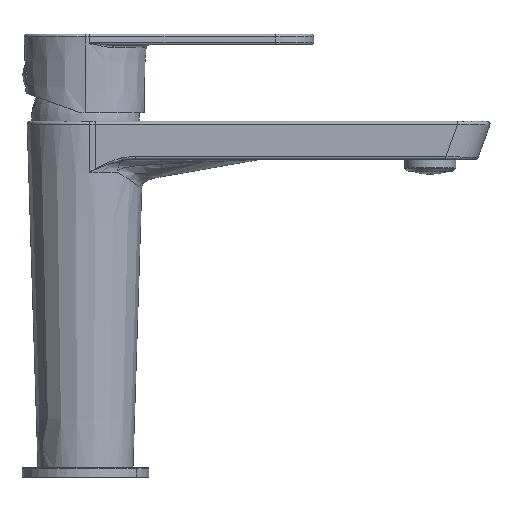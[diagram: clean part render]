
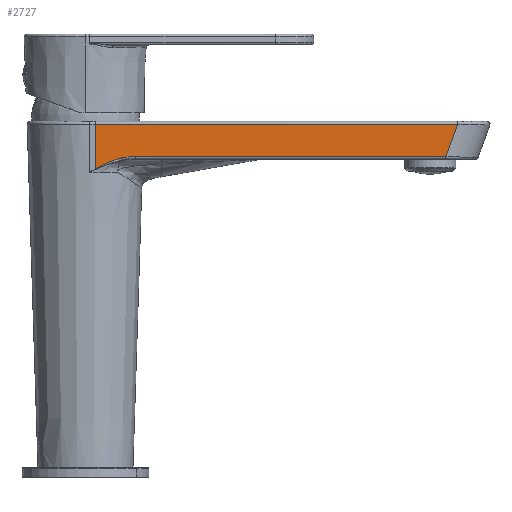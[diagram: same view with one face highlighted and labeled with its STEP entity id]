
A CAD part, front view. The second image highlights one B-rep face of the part: STEP entity #2727.
In plain terms, the highlighted planar face has unit normal (0.051, -0.998, -0.031).
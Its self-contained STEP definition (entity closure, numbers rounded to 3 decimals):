
#304 = CARTESIAN_POINT ( 'NONE',  ( 18.595, -20.235, 116.969 ) ) ;
#335 = CARTESIAN_POINT ( 'NONE',  ( 5.49, -20.787, 113.441 ) ) ;
#378 = CARTESIAN_POINT ( 'NONE',  ( 8.509, -20.679, 114.871 ) ) ;
#442 = CARTESIAN_POINT ( 'NONE',  ( 16.851, -20.322, 116.923 ) ) ;
#469 = EDGE_CURVE ( 'NONE', #2604, #9042, #1054, .T. ) ;
#494 = DIRECTION ( 'NONE',  ( 0.999, 0.051, 0. ) ) ;
#701 = LINE ( 'NONE', #8255, #8065 ) ;
#901 = ORIENTED_EDGE ( 'NONE', *, *, #9449, .T. ) ;
#912 = DIRECTION ( 'NONE',  ( -0.999, -0.051, 0. ) ) ;
#942 = CARTESIAN_POINT ( 'NONE',  ( 9.403, -20.645, 115.222 ) ) ;
#1042 = CARTESIAN_POINT ( 'NONE',  ( 9.444, -20.643, 115.238 ) ) ;
#1054 = B_SPLINE_CURVE_WITH_KNOTS ( 'NONE', 3,
 ( #304, #12950, #14203, #442, #14155, #9445, #8432, #10544, #4896, #2578, #8381, #11692, #10594, #3744, #4980, #11883, #1403, #11738, #1580, #2533, #4849, #6092 ),
 .UNSPECIFIED., .F., .F.,
 ( 4, 2, 2, 2, 2, 1, 1, 1, 1, 2, 2, 2, 4 ),
 ( 0., 0.25, 0.375, 0.437, 0.469, 0.484, 0.492, 0.496, 0.498, 0.499, 0.5, 0.75, 1. ),
 .UNSPECIFIED. ) ;
#1079 = VERTEX_POINT ( 'NONE', #8297 ) ;
#1150 = CARTESIAN_POINT ( 'NONE',  ( 9.487, -20.642, 115.255 ) ) ;
#1374 = CARTESIAN_POINT ( 'NONE',  ( 137.597, -14.595, 128.969 ) ) ;
#1403 = CARTESIAN_POINT ( 'NONE',  ( 15.33, -20.395, 116.797 ) ) ;
#1470 = CARTESIAN_POINT ( 'NONE',  ( 149.979, -13.591, 116.969 ) ) ;
#1521 = CARTESIAN_POINT ( 'NONE',  ( 6.793, -20.741, 114.083 ) ) ;
#1580 = CARTESIAN_POINT ( 'NONE',  ( 14.7, -20.424, 116.72 ) ) ;
#1828 = LINE ( 'NONE', #1470, #14205 ) ;
#2073 = B_SPLINE_CURVE_WITH_KNOTS ( 'NONE', 3,
 ( #10083, #12507, #7887, #10243, #3386, #14756, #12601, #11386, #6842, #5547, #1150, #1042, #4550, #11442, #14861, #4592, #942, #378, #3875, #4642, #7226, #9201, #12983, #1521, #13027, #6120, #8368, #2611, #4923, #5014, #5791, #4694, #6164, #14049, #335, #3828, #6893, #3533 ),
 .UNSPECIFIED., .F., .F.,
 ( 4, 2, 2, 2, 1, 1, 1, 1, 1, 1, 2, 2, 2, 2, 2, 1, 1, 1, 1, 1, 1, 2, 2, 2, 4 ),
 ( 0., 0.25, 0.375, 0.438, 0.469, 0.484, 0.492, 0.496, 0.498, 0.499, 0.5, 0.5, 0.625, 0.688, 0.719, 0.734, 0.742, 0.746, 0.748, 0.749, 0.75, 0.75, 0.75, 0.875, 1. ),
 .UNSPECIFIED. ) ;
#2252 = CARTESIAN_POINT ( 'NONE',  ( 3.657, -21.134, 121.516 ) ) ;
#2533 = CARTESIAN_POINT ( 'NONE',  ( 14.072, -20.453, 116.62 ) ) ;
#2554 = CARTESIAN_POINT ( 'NONE',  ( 13.446, -20.48, 116.49 ) ) ;
#2571 = VERTEX_POINT ( 'NONE', #1374 ) ;
#2578 = CARTESIAN_POINT ( 'NONE',  ( 15.531, -20.385, 116.818 ) ) ;
#2604 = VERTEX_POINT ( 'NONE', #12732 ) ;
#2611 = CARTESIAN_POINT ( 'NONE',  ( 6.765, -20.742, 114.07 ) ) ;
#2727 = ADVANCED_FACE ( 'NONE', ( #9757 ), #14621, .F. ) ;
#3006 = EDGE_LOOP ( 'NONE', ( #4043, #7487, #6980, #8785, #12806, #901 ) ) ;
#3201 = CARTESIAN_POINT ( 'NONE',  ( 150., -14., 130. ) ) ;
#3386 = CARTESIAN_POINT ( 'NONE',  ( 10.927, -20.585, 115.782 ) ) ;
#3533 = CARTESIAN_POINT ( 'NONE',  ( 3.639, -20.849, 112.433 ) ) ;
#3680 = EDGE_CURVE ( 'NONE', #9042, #5702, #2073, .T. ) ;
#3744 = CARTESIAN_POINT ( 'NONE',  ( 15.347, -20.394, 116.799 ) ) ;
#3828 = CARTESIAN_POINT ( 'NONE',  ( 4.45, -20.822, 112.891 ) ) ;
#3875 = CARTESIAN_POINT ( 'NONE',  ( 7.855, -20.703, 114.575 ) ) ;
#4043 = ORIENTED_EDGE ( 'NONE', *, *, #3680, .F. ) ;
#4504 = VECTOR ( 'NONE', #494, 1000. ) ;
#4550 = CARTESIAN_POINT ( 'NONE',  ( 9.422, -20.644, 115.23 ) ) ;
#4592 = CARTESIAN_POINT ( 'NONE',  ( 9.403, -20.645, 115.222 ) ) ;
#4642 = CARTESIAN_POINT ( 'NONE',  ( 7.202, -20.726, 114.276 ) ) ;
#4694 = CARTESIAN_POINT ( 'NONE',  ( 6.765, -20.742, 114.07 ) ) ;
#4849 = CARTESIAN_POINT ( 'NONE',  ( 13.758, -20.467, 116.56 ) ) ;
#4896 = CARTESIAN_POINT ( 'NONE',  ( 15.65, -20.38, 116.831 ) ) ;
#4923 = CARTESIAN_POINT ( 'NONE',  ( 6.765, -20.742, 114.07 ) ) ;
#4980 = CARTESIAN_POINT ( 'NONE',  ( 15.339, -20.394, 116.798 ) ) ;
#5009 = AXIS2_PLACEMENT_3D ( 'NONE', #3201, #7746, #912 ) ;
#5014 = CARTESIAN_POINT ( 'NONE',  ( 6.765, -20.742, 114.07 ) ) ;
#5234 = CARTESIAN_POINT ( 'NONE',  ( 3.671, -21.367, 128.968 ) ) ;
#5547 = CARTESIAN_POINT ( 'NONE',  ( 9.575, -20.638, 115.289 ) ) ;
#5702 = VERTEX_POINT ( 'NONE', #9266 ) ;
#5791 = CARTESIAN_POINT ( 'NONE',  ( 6.765, -20.742, 114.07 ) ) ;
#6092 = CARTESIAN_POINT ( 'NONE',  ( 13.446, -20.48, 116.49 ) ) ;
#6120 = CARTESIAN_POINT ( 'NONE',  ( 6.768, -20.742, 114.071 ) ) ;
#6164 = CARTESIAN_POINT ( 'NONE',  ( 6.766, -20.742, 114.07 ) ) ;
#6842 = CARTESIAN_POINT ( 'NONE',  ( 9.747, -20.632, 115.356 ) ) ;
#6887 = CARTESIAN_POINT ( 'NONE',  ( 3.671, -21.367, 128.968 ) ) ;
#6893 = CARTESIAN_POINT ( 'NONE',  ( 4.007, -20.837, 112.647 ) ) ;
#6980 = ORIENTED_EDGE ( 'NONE', *, *, #9166, .F. ) ;
#7226 = CARTESIAN_POINT ( 'NONE',  ( 7.039, -20.732, 114.2 ) ) ;
#7425 = DIRECTION ( 'NONE',  ( -0.342, 0.012, -0.94 ) ) ;
#7487 = ORIENTED_EDGE ( 'NONE', *, *, #469, .F. ) ;
#7627 = VERTEX_POINT ( 'NONE', #6887 ) ;
#7746 = DIRECTION ( 'NONE',  ( -0.05, 0.998, 0.031 ) ) ;
#7887 = CARTESIAN_POINT ( 'NONE',  ( 12.296, -20.53, 116.21 ) ) ;
#8065 = VECTOR ( 'NONE', #7425, 1000. ) ;
#8255 = CARTESIAN_POINT ( 'NONE',  ( 137.597, -14.595, 128.969 ) ) ;
#8297 = CARTESIAN_POINT ( 'NONE',  ( 133.23, -14.438, 116.969 ) ) ;
#8368 = CARTESIAN_POINT ( 'NONE',  ( 6.766, -20.742, 114.07 ) ) ;
#8381 = CARTESIAN_POINT ( 'NONE',  ( 15.471, -20.388, 116.812 ) ) ;
#8432 = CARTESIAN_POINT ( 'NONE',  ( 15.963, -20.365, 116.86 ) ) ;
#8785 = ORIENTED_EDGE ( 'NONE', *, *, #14365, .F. ) ;
#8975 = DIRECTION ( 'NONE',  ( -0.002, 0.031, -1. ) ) ;
#9042 = VERTEX_POINT ( 'NONE', #2554 ) ;
#9166 = EDGE_CURVE ( 'NONE', #1079, #2604, #1828, .T. ) ;
#9201 = CARTESIAN_POINT ( 'NONE',  ( 6.876, -20.738, 114.122 ) ) ;
#9266 = CARTESIAN_POINT ( 'NONE',  ( 3.639, -20.849, 112.433 ) ) ;
#9445 = CARTESIAN_POINT ( 'NONE',  ( 16.116, -20.357, 116.873 ) ) ;
#9449 = EDGE_CURVE ( 'NONE', #7627, #5702, #11112, .T. ) ;
#9466 = DIRECTION ( 'NONE',  ( -0.999, -0.051, 0. ) ) ;
#9757 = FACE_OUTER_BOUND ( 'NONE', #3006, .T. ) ;
#10083 = CARTESIAN_POINT ( 'NONE',  ( 13.446, -20.48, 116.49 ) ) ;
#10243 = CARTESIAN_POINT ( 'NONE',  ( 11.282, -20.571, 115.898 ) ) ;
#10544 = CARTESIAN_POINT ( 'NONE',  ( 15.729, -20.376, 116.838 ) ) ;
#10594 = CARTESIAN_POINT ( 'NONE',  ( 15.364, -20.393, 116.801 ) ) ;
#10934 = VECTOR ( 'NONE', #8975, 1000. ) ;
#11112 = LINE ( 'NONE', #2252, #10934 ) ;
#11386 = CARTESIAN_POINT ( 'NONE',  ( 9.893, -20.626, 115.411 ) ) ;
#11442 = CARTESIAN_POINT ( 'NONE',  ( 9.411, -20.645, 115.225 ) ) ;
#11692 = CARTESIAN_POINT ( 'NONE',  ( 15.4, -20.391, 116.804 ) ) ;
#11738 = CARTESIAN_POINT ( 'NONE',  ( 15.014, -20.41, 116.761 ) ) ;
#11883 = CARTESIAN_POINT ( 'NONE',  ( 15.334, -20.395, 116.797 ) ) ;
#12507 = CARTESIAN_POINT ( 'NONE',  ( 12.907, -20.504, 116.368 ) ) ;
#12601 = CARTESIAN_POINT ( 'NONE',  ( 10.183, -20.615, 115.519 ) ) ;
#12732 = CARTESIAN_POINT ( 'NONE',  ( 18.595, -20.235, 116.969 ) ) ;
#12806 = ORIENTED_EDGE ( 'NONE', *, *, #13912, .F. ) ;
#12950 = CARTESIAN_POINT ( 'NONE',  ( 18.158, -20.257, 116.969 ) ) ;
#12983 = CARTESIAN_POINT ( 'NONE',  ( 6.835, -20.74, 114.103 ) ) ;
#13027 = CARTESIAN_POINT ( 'NONE',  ( 6.778, -20.742, 114.076 ) ) ;
#13912 = EDGE_CURVE ( 'NONE', #7627, #2571, #13990, .T. ) ;
#13990 = LINE ( 'NONE', #5234, #4504 ) ;
#14049 = CARTESIAN_POINT ( 'NONE',  ( 6.087, -20.766, 113.746 ) ) ;
#14155 = CARTESIAN_POINT ( 'NONE',  ( 16.565, -20.336, 116.906 ) ) ;
#14203 = CARTESIAN_POINT ( 'NONE',  ( 17.668, -20.282, 116.961 ) ) ;
#14205 = VECTOR ( 'NONE', #9466, 1000. ) ;
#14365 = EDGE_CURVE ( 'NONE', #2571, #1079, #701, .T. ) ;
#14621 = PLANE ( 'NONE',  #5009 ) ;
#14756 = CARTESIAN_POINT ( 'NONE',  ( 10.372, -20.607, 115.587 ) ) ;
#14861 = CARTESIAN_POINT ( 'NONE',  ( 9.406, -20.645, 115.224 ) ) ;
